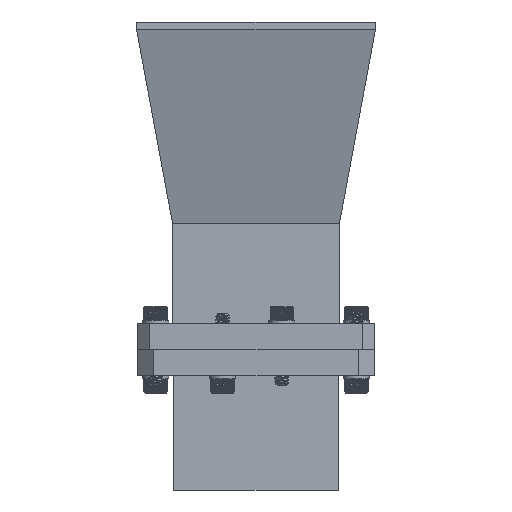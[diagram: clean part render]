
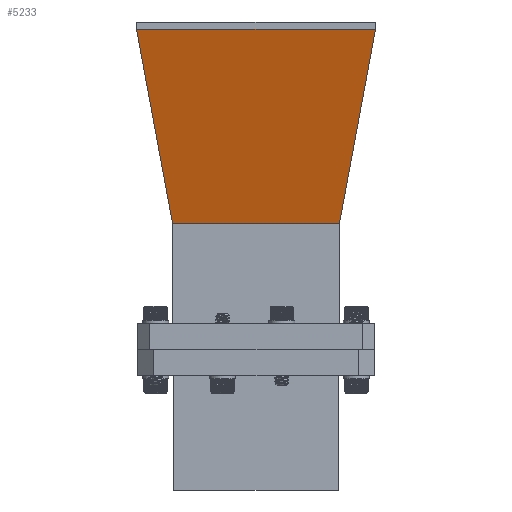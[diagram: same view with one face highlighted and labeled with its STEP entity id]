
A CAD part, front view. The second image highlights one B-rep face of the part: STEP entity #5233.
In plain terms, the highlighted face is planar.
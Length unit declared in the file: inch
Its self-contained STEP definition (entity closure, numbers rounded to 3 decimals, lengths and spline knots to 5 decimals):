
#93 = DIRECTION ( 'NONE',  ( 0.264, 0., -0.965 ) ) ;
#351 = CARTESIAN_POINT ( 'NONE',  ( -0.93616, 1.14711, 3.80452 ) ) ;
#770 = ORIENTED_EDGE ( 'NONE', *, *, #1950, .F. ) ;
#1164 = VECTOR ( 'NONE', #93, 39.37008 ) ;
#1223 = CARTESIAN_POINT ( 'NONE',  ( -0.68788, 0.80411, 2.89772 ) ) ;
#1257 = CARTESIAN_POINT ( 'NONE',  ( -0.42911, -0.80411, 1.95263 ) ) ;
#1267 = CARTESIAN_POINT ( 'NONE',  ( -0.42911, 0.80411, 1.95263 ) ) ;
#1898 = ORIENTED_EDGE ( 'NONE', *, *, #2442, .T. ) ;
#1950 = EDGE_CURVE ( 'NONE', #11553, #4123, #4776, .T. ) ;
#1993 = LINE ( 'NONE', #4105, #10420 ) ;
#2075 = EDGE_CURVE ( 'NONE', #12994, #8461, #10666, .T. ) ;
#2442 = EDGE_CURVE ( 'NONE', #13462, #5340, #13742, .T. ) ;
#2573 = CARTESIAN_POINT ( 'NONE',  ( -0.68788, 1.14711, 2.89772 ) ) ;
#3591 = CARTESIAN_POINT ( 'NONE',  ( -0.42911, 0., 1.95263 ) ) ;
#3823 = DIRECTION ( 'NONE',  ( 0., 1., 0. ) ) ;
#4105 = CARTESIAN_POINT ( 'NONE',  ( -0.93616, -1.14711, 3.80452 ) ) ;
#4113 = VERTEX_POINT ( 'NONE', #5956 ) ;
#4123 = VERTEX_POINT ( 'NONE', #351 ) ;
#4376 = VECTOR ( 'NONE', #8208, 39.37008 ) ;
#4578 = EDGE_CURVE ( 'NONE', #8461, #4123, #7061, .T. ) ;
#4664 = FACE_OUTER_BOUND ( 'NONE', #6696, .T. ) ;
#4697 = CARTESIAN_POINT ( 'NONE',  ( -0.43048, 0.80411, 1.95763 ) ) ;
#4776 = LINE ( 'NONE', #4697, #10052 ) ;
#4813 = CARTESIAN_POINT ( 'NONE',  ( -0.68788, 0., 2.89772 ) ) ;
#5127 = VECTOR ( 'NONE', #11941, 39.37008 ) ;
#5233 = ADVANCED_FACE ( 'NONE', ( #4664 ), #9216, .T. ) ;
#5277 = CARTESIAN_POINT ( 'NONE',  ( -0.68788, -0.80411, 2.89772 ) ) ;
#5340 = VERTEX_POINT ( 'NONE', #1257 ) ;
#5577 = ORIENTED_EDGE ( 'NONE', *, *, #6193, .F. ) ;
#5799 = ORIENTED_EDGE ( 'NONE', *, *, #6307, .T. ) ;
#5956 = CARTESIAN_POINT ( 'NONE',  ( -0.93616, -1.14711, 3.80452 ) ) ;
#6193 = EDGE_CURVE ( 'NONE', #4113, #9939, #1993, .T. ) ;
#6307 = EDGE_CURVE ( 'NONE', #11553, #13462, #12671, .T. ) ;
#6472 = DIRECTION ( 'NONE',  ( 0.26, 0.176, -0.949 ) ) ;
#6696 = EDGE_LOOP ( 'NONE', ( #13628, #11338, #9852, #770, #5799, #1898, #8621, #5577 ) ) ;
#6971 = CARTESIAN_POINT ( 'NONE',  ( -0.68788, -1.14711, 2.89772 ) ) ;
#7061 = LINE ( 'NONE', #2573, #7309 ) ;
#7136 = DIRECTION ( 'NONE',  ( -0.965, 0., -0.264 ) ) ;
#7141 = DIRECTION ( 'NONE',  ( 0.264, 0., -0.965 ) ) ;
#7309 = VECTOR ( 'NONE', #7141, 39.37008 ) ;
#7507 = CARTESIAN_POINT ( 'NONE',  ( -0.9397, -1.14711, 3.81742 ) ) ;
#7722 = VECTOR ( 'NONE', #10399, 39.37008 ) ;
#8094 = LINE ( 'NONE', #6971, #7722 ) ;
#8208 = DIRECTION ( 'NONE',  ( 0., -1., 0. ) ) ;
#8248 = DIRECTION ( 'NONE',  ( -0.264, 0., 0.965 ) ) ;
#8461 = VERTEX_POINT ( 'NONE', #12043 ) ;
#8621 = ORIENTED_EDGE ( 'NONE', *, *, #10140, .T. ) ;
#9216 = PLANE ( 'NONE',  #10158 ) ;
#9248 = DIRECTION ( 'NONE',  ( -0.26, 0.176, 0.949 ) ) ;
#9852 = ORIENTED_EDGE ( 'NONE', *, *, #4578, .T. ) ;
#9939 = VERTEX_POINT ( 'NONE', #11259 ) ;
#10052 = VECTOR ( 'NONE', #9248, 39.37008 ) ;
#10140 = EDGE_CURVE ( 'NONE', #5340, #9939, #14097, .T. ) ;
#10158 = AXIS2_PLACEMENT_3D ( 'NONE', #4813, #7136, #8248 ) ;
#10399 = DIRECTION ( 'NONE',  ( -0.264, 0., 0.965 ) ) ;
#10420 = VECTOR ( 'NONE', #6472, 39.37008 ) ;
#10666 = LINE ( 'NONE', #14057, #12491 ) ;
#11171 = EDGE_CURVE ( 'NONE', #4113, #12994, #8094, .T. ) ;
#11259 = CARTESIAN_POINT ( 'NONE',  ( -0.43048, -0.80411, 1.95763 ) ) ;
#11338 = ORIENTED_EDGE ( 'NONE', *, *, #2075, .T. ) ;
#11553 = VERTEX_POINT ( 'NONE', #14177 ) ;
#11941 = DIRECTION ( 'NONE',  ( -0.264, 0., 0.965 ) ) ;
#12043 = CARTESIAN_POINT ( 'NONE',  ( -0.9397, 1.14711, 3.81742 ) ) ;
#12491 = VECTOR ( 'NONE', #3823, 39.37008 ) ;
#12671 = LINE ( 'NONE', #1223, #1164 ) ;
#12994 = VERTEX_POINT ( 'NONE', #7507 ) ;
#13462 = VERTEX_POINT ( 'NONE', #1267 ) ;
#13628 = ORIENTED_EDGE ( 'NONE', *, *, #11171, .T. ) ;
#13742 = LINE ( 'NONE', #3591, #4376 ) ;
#14057 = CARTESIAN_POINT ( 'NONE',  ( -0.9397, 0., 3.81742 ) ) ;
#14097 = LINE ( 'NONE', #5277, #5127 ) ;
#14177 = CARTESIAN_POINT ( 'NONE',  ( -0.43048, 0.80411, 1.95763 ) ) ;
